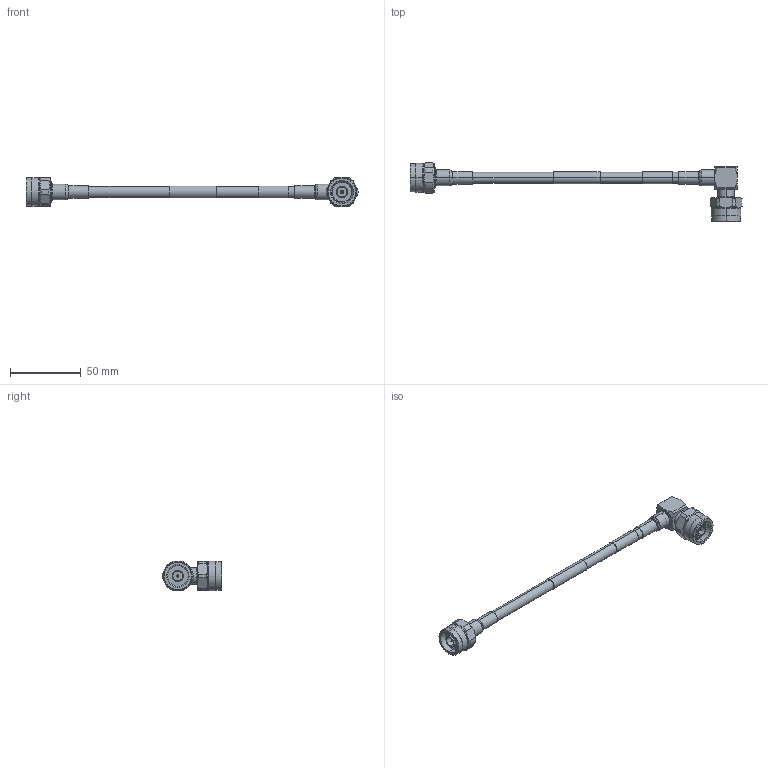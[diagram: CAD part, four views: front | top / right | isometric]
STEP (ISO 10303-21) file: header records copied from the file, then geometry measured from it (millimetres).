
FILE_DESCRIPTION (( 'STEP AP214' ), '1' );
FILE_NAME ('LCCA31017.step', '2022-10-04T19:14:19', ( '' ), ( '' ), 'SwSTEP 2.0', 'SolidWorks 2021', '' );
FILE_SCHEMA (( 'AUTOMOTIVE_DESIGN' ));
Length unit declared in the file: inch
Products named in the file (5): TC-250-NM-RA-LP-LC^LCCA31017; HT SHRINK, RA N MALE^LCCA31017; Copy of TC-250-NM-LP^LCCA31017; LCCA31017; SPF-250-LC^LCCA31017
Assembly tree (5 placements, depth 2):
  LCCA31017
    SPF-250-LC^LCCA31017
    Copy of TC-250-NM-LP^LCCA31017
    TC-250-NM-RA-LP-LC^LCCA31017
    HT SHRINK, RA N MALE^LCCA31017  x2
Bounding box: 234.47 x 41.92 x 20.92 mm (x, y, z)
Volume: 23538 mm3; surface area: 16774 mm2
Topology: 9 solids, 9 shells, 357 faces, 816 edges, 503 vertices
Faces by surface type: cylinder 135, cone 92, plane 87, torus 26, bspline 15, sphere 2
Entity records: 15378 total; most frequent: CARTESIAN_POINT 5972, DIRECTION 1602, ORIENTED_EDGE 1536, EDGE_CURVE 768, AXIS2_PLACEMENT_3D 671, VERTEX_POINT 479, EDGE_LOOP 377, CIRCLE 343
